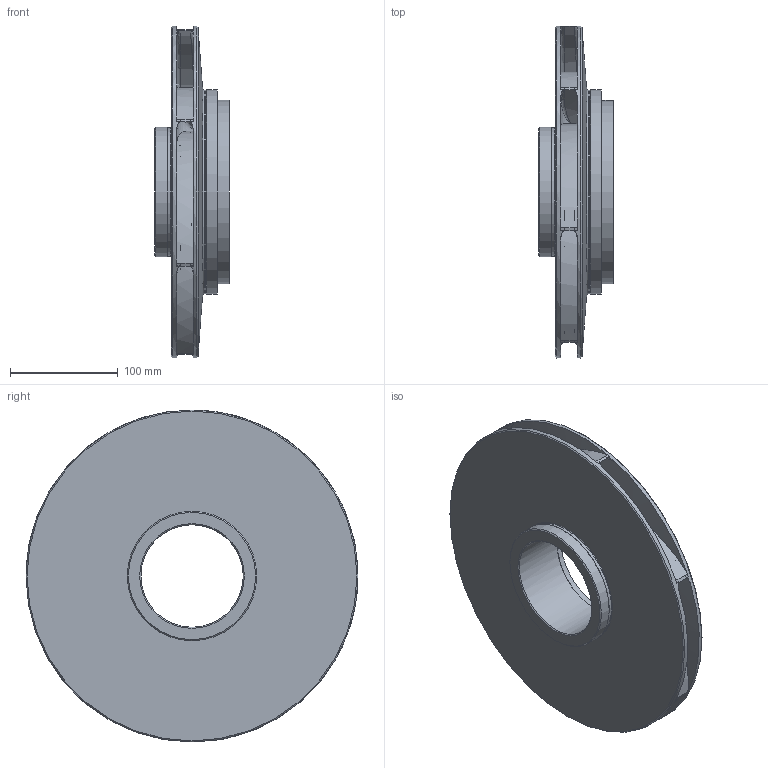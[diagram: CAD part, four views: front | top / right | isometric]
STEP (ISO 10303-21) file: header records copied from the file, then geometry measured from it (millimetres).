
FILE_DESCRIPTION(('STEP AP242'), '1');
FILE_NAME('20. Ðàáî÷åå êîëåñî ïîñëåäíåé ñòóïåíè', '', ('UNSPECIFIED'), ('UNSPECIFIED'), 'C3D Converter', 'C3D Toolkit', '');
FILE_SCHEMA(('AP242_MANAGED_MODEL_BASED_3D_ENGINEERING_MIM_LF { 1 0 10303 442 1 1 4 }'));
Length unit declared in the file: millimetre
Bounding box: 69 x 308.02 x 308 mm (x, y, z)
Volume: 943590.7 mm3; surface area: 361230.1 mm2
Topology: 1 solids, 1 shells, 117 faces, 307 edges, 183 vertices
Faces by surface type: plane 32, cone 29, cylinder 27, torus 15, bspline 14
Full cylindrical faces by diameter (mm): 95 x1, 102 x1, 108 x1, 119 x1, 120 x1, 157 x1, 170 x1, 189 x1, 190 x1, 308 x2
Entity records: 8753 total; most frequent: CARTESIAN_POINT 5178, ORIENTED_EDGE 558, DIRECTION 503, EDGE_CURVE 279, AXIS2_PLACEMENT_3D 228, VERTEX_POINT 181, EDGE_LOOP 148, CIRCLE 125
